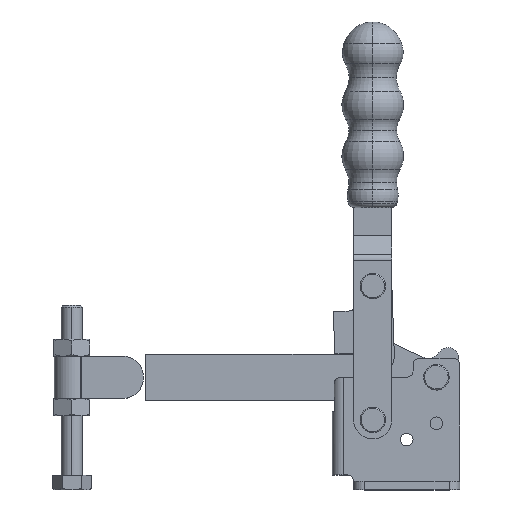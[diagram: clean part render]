
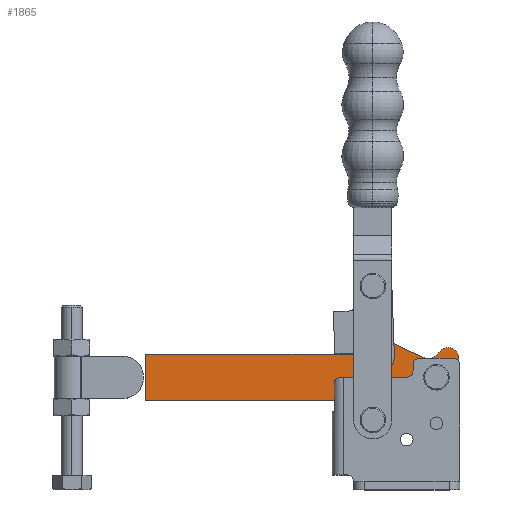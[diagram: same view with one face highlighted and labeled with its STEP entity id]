
A CAD part, top view. The second image highlights one B-rep face of the part: STEP entity #1865.
In plain terms, the highlighted planar face has unit normal (0, 0, 1).
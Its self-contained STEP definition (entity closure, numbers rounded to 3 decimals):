
#135 = VERTEX_POINT ( 'NONE', #7423 ) ;
#198 = CARTESIAN_POINT ( 'NONE',  ( -53.964, 64., 4. ) ) ;
#221 = CARTESIAN_POINT ( 'NONE',  ( -93.814, 85.02, 4. ) ) ;
#436 = EDGE_CURVE ( 'NONE', #8475, #5434, #1250, .T. ) ;
#625 = AXIS2_PLACEMENT_3D ( 'NONE', #6572, #1532, #7440 ) ;
#634 = EDGE_CURVE ( 'NONE', #2447, #135, #8659, .T. ) ;
#787 = DIRECTION ( 'NONE',  ( -1., 0., 0. ) ) ;
#1028 = DIRECTION ( 'NONE',  ( 0., 0., -1. ) ) ;
#1030 = CARTESIAN_POINT ( 'NONE',  ( -90.814, 85.02, 4. ) ) ;
#1062 = ORIENTED_EDGE ( 'NONE', *, *, #8941, .T. ) ;
#1070 = DIRECTION ( 'NONE',  ( 1., 0., 0. ) ) ;
#1198 = CARTESIAN_POINT ( 'NONE',  ( -64.964, 75., 4. ) ) ;
#1250 = CIRCLE ( 'NONE', #7893, 3. ) ;
#1283 = EDGE_CURVE ( 'NONE', #5060, #8542, #5835, .T. ) ;
#1532 = DIRECTION ( 'NONE',  ( 0., 0., 1. ) ) ;
#1554 = ORIENTED_EDGE ( 'NONE', *, *, #436, .F. ) ;
#1601 = CARTESIAN_POINT ( 'NONE',  ( -90.009, 93.176, 4. ) ) ;
#1671 = VERTEX_POINT ( 'NONE', #7764 ) ;
#1865 = ADVANCED_FACE ( 'NONE', ( #5465, #7744, #3217 ), #8136, .F. ) ;
#1867 = CARTESIAN_POINT ( 'NONE',  ( -102.76, 86., 4. ) ) ;
#1938 = CARTESIAN_POINT ( 'NONE',  ( -54.577, 84.634, 4. ) ) ;
#2049 = DIRECTION ( 'NONE',  ( 1., 0., 0. ) ) ;
#2288 = VERTEX_POINT ( 'NONE', #2879 ) ;
#2439 = DIRECTION ( 'NONE',  ( -0.906, 0.423, 0. ) ) ;
#2447 = VERTEX_POINT ( 'NONE', #3419 ) ;
#2514 = CARTESIAN_POINT ( 'NONE',  ( -129.964, 75., 4. ) ) ;
#2520 = EDGE_CURVE ( 'NONE', #2288, #2447, #3065, .T. ) ;
#2583 = EDGE_LOOP ( 'NONE', ( #3671, #1554 ) ) ;
#2757 = EDGE_LOOP ( 'NONE', ( #6145, #3834 ) ) ;
#2777 = CARTESIAN_POINT ( 'NONE',  ( -93.814, 85.02, 4. ) ) ;
#2879 = CARTESIAN_POINT ( 'NONE',  ( -201.964, 86., 4. ) ) ;
#3059 = CARTESIAN_POINT ( 'NONE',  ( -90.009, 93.176, 4. ) ) ;
#3065 = LINE ( 'NONE', #4379, #7303 ) ;
#3144 = CIRCLE ( 'NONE', #3299, 3. ) ;
#3217 = FACE_OUTER_BOUND ( 'NONE', #3723, .T. ) ;
#3263 = ORIENTED_EDGE ( 'NONE', *, *, #2520, .T. ) ;
#3277 = DIRECTION ( 'NONE',  ( 0., 0., 1. ) ) ;
#3299 = AXIS2_PLACEMENT_3D ( 'NONE', #221, #6120, #1070 ) ;
#3301 = AXIS2_PLACEMENT_3D ( 'NONE', #8348, #3277, #9218 ) ;
#3371 = DIRECTION ( 'NONE',  ( 1., 0., 0. ) ) ;
#3419 = CARTESIAN_POINT ( 'NONE',  ( -201.964, 64., 4. ) ) ;
#3441 = LINE ( 'NONE', #9267, #7702 ) ;
#3462 = CIRCLE ( 'NONE', #3301, 5. ) ;
#3593 = CARTESIAN_POINT ( 'NONE',  ( -63.754, 86.686, 4. ) ) ;
#3614 = EDGE_CURVE ( 'NONE', #135, #8957, #8058, .T. ) ;
#3622 = DIRECTION ( 'NONE',  ( 1., 0., 0. ) ) ;
#3671 = ORIENTED_EDGE ( 'NONE', *, *, #4989, .F. ) ;
#3723 = EDGE_LOOP ( 'NONE', ( #8192, #10298, #7257, #6210, #7234, #1062, #9831, #3263 ) ) ;
#3782 = AXIS2_PLACEMENT_3D ( 'NONE', #2777, #8701, #3622 ) ;
#3834 = ORIENTED_EDGE ( 'NONE', *, *, #10708, .F. ) ;
#3907 = CARTESIAN_POINT ( 'NONE',  ( -53.964, 94.02, 4. ) ) ;
#3986 = CARTESIAN_POINT ( 'NONE',  ( -93.814, 85.02, 4. ) ) ;
#4322 = VECTOR ( 'NONE', #2439, 1000. ) ;
#4379 = CARTESIAN_POINT ( 'NONE',  ( -201.964, 94.02, 4. ) ) ;
#4742 = DIRECTION ( 'NONE',  ( 0., 0., -1. ) ) ;
#4789 = AXIS2_PLACEMENT_3D ( 'NONE', #6063, #1028, #6909 ) ;
#4827 = DIRECTION ( 'NONE',  ( 1., 0., 0. ) ) ;
#4930 = AXIS2_PLACEMENT_3D ( 'NONE', #1198, #7110, #2049 ) ;
#4989 = EDGE_CURVE ( 'NONE', #5434, #8475, #3144, .T. ) ;
#4991 = VERTEX_POINT ( 'NONE', #1867 ) ;
#5060 = VERTEX_POINT ( 'NONE', #3593 ) ;
#5100 = CIRCLE ( 'NONE', #625, 3. ) ;
#5329 = EDGE_CURVE ( 'NONE', #1671, #7767, #5100, .T. ) ;
#5383 = EDGE_CURVE ( 'NONE', #8542, #6061, #6835, .T. ) ;
#5434 = VERTEX_POINT ( 'NONE', #8403 ) ;
#5465 = FACE_BOUND ( 'NONE', #2757, .T. ) ;
#5590 = CIRCLE ( 'NONE', #3782, 9. ) ;
#5835 = CIRCLE ( 'NONE', #4789, 6. ) ;
#5866 = AXIS2_PLACEMENT_3D ( 'NONE', #3907, #4742, #10690 ) ;
#6061 = VERTEX_POINT ( 'NONE', #3059 ) ;
#6063 = CARTESIAN_POINT ( 'NONE',  ( -68.814, 89.91, 4. ) ) ;
#6120 = DIRECTION ( 'NONE',  ( 0., 0., 1. ) ) ;
#6145 = ORIENTED_EDGE ( 'NONE', *, *, #5329, .F. ) ;
#6210 = ORIENTED_EDGE ( 'NONE', *, *, #1283, .T. ) ;
#6227 = CARTESIAN_POINT ( 'NONE',  ( -61.964, 75., 4. ) ) ;
#6353 = CIRCLE ( 'NONE', #4930, 3. ) ;
#6572 = CARTESIAN_POINT ( 'NONE',  ( -64.964, 75., 4. ) ) ;
#6581 = EDGE_CURVE ( 'NONE', #8957, #5060, #3462, .T. ) ;
#6649 = VECTOR ( 'NONE', #9523, 1000. ) ;
#6835 = LINE ( 'NONE', #1601, #4322 ) ;
#6909 = DIRECTION ( 'NONE',  ( 1., 0., 0. ) ) ;
#6989 = CARTESIAN_POINT ( 'NONE',  ( -71.35, 84.472, 4. ) ) ;
#7110 = DIRECTION ( 'NONE',  ( 0., 0., 1. ) ) ;
#7234 = ORIENTED_EDGE ( 'NONE', *, *, #5383, .T. ) ;
#7257 = ORIENTED_EDGE ( 'NONE', *, *, #6581, .T. ) ;
#7303 = VECTOR ( 'NONE', #10330, 1000. ) ;
#7423 = CARTESIAN_POINT ( 'NONE',  ( -54.764, 64., 4. ) ) ;
#7440 = DIRECTION ( 'NONE',  ( 1., 0., 0. ) ) ;
#7702 = VECTOR ( 'NONE', #787, 1000. ) ;
#7744 = FACE_BOUND ( 'NONE', #2583, .T. ) ;
#7764 = CARTESIAN_POINT ( 'NONE',  ( -67.964, 75., 4. ) ) ;
#7767 = VERTEX_POINT ( 'NONE', #6227 ) ;
#7858 = AXIS2_PLACEMENT_3D ( 'NONE', #2514, #8454, #3371 ) ;
#7893 = AXIS2_PLACEMENT_3D ( 'NONE', #3986, #9940, #4827 ) ;
#8058 = CIRCLE ( 'NONE', #7858, 76. ) ;
#8136 = PLANE ( 'NONE',  #5866 ) ;
#8192 = ORIENTED_EDGE ( 'NONE', *, *, #634, .T. ) ;
#8348 = CARTESIAN_POINT ( 'NONE',  ( -59.536, 84., 4. ) ) ;
#8403 = CARTESIAN_POINT ( 'NONE',  ( -96.814, 85.02, 4. ) ) ;
#8454 = DIRECTION ( 'NONE',  ( 0., 0., 1. ) ) ;
#8475 = VERTEX_POINT ( 'NONE', #1030 ) ;
#8542 = VERTEX_POINT ( 'NONE', #6989 ) ;
#8659 = LINE ( 'NONE', #198, #6649 ) ;
#8701 = DIRECTION ( 'NONE',  ( 0., 0., 1. ) ) ;
#8941 = EDGE_CURVE ( 'NONE', #6061, #4991, #5590, .T. ) ;
#8957 = VERTEX_POINT ( 'NONE', #1938 ) ;
#9218 = DIRECTION ( 'NONE',  ( 1., 0., 0. ) ) ;
#9267 = CARTESIAN_POINT ( 'NONE',  ( -201.964, 86., 4. ) ) ;
#9523 = DIRECTION ( 'NONE',  ( 1., 0., 0. ) ) ;
#9831 = ORIENTED_EDGE ( 'NONE', *, *, #10552, .T. ) ;
#9940 = DIRECTION ( 'NONE',  ( 0., 0., 1. ) ) ;
#10298 = ORIENTED_EDGE ( 'NONE', *, *, #3614, .T. ) ;
#10330 = DIRECTION ( 'NONE',  ( 0., -1., 0. ) ) ;
#10552 = EDGE_CURVE ( 'NONE', #4991, #2288, #3441, .T. ) ;
#10690 = DIRECTION ( 'NONE',  ( -1., 0., 0. ) ) ;
#10708 = EDGE_CURVE ( 'NONE', #7767, #1671, #6353, .T. ) ;
